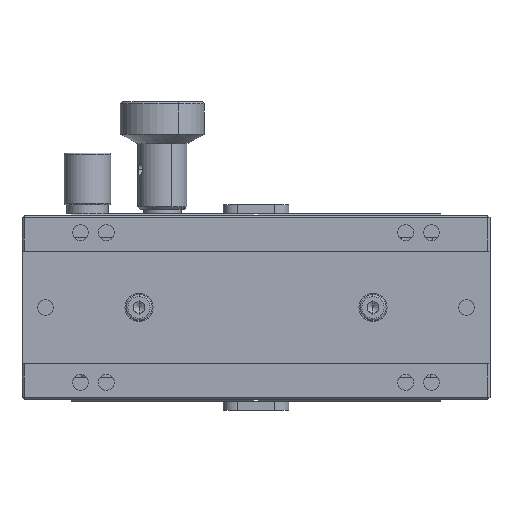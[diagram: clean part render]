
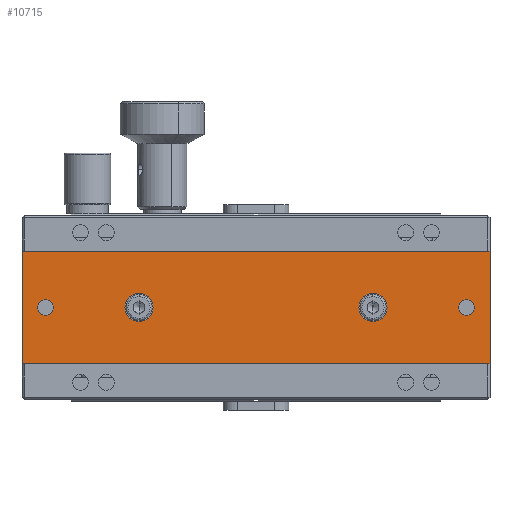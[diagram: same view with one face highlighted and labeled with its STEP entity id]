
A CAD part, front view. The second image highlights one B-rep face of the part: STEP entity #10715.
In plain terms, the highlighted planar face has unit normal (0, -1, 0).
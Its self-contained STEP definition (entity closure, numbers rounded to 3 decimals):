
#46 = ORIENTED_EDGE ( 'NONE', *, *, #16590, .T. ) ;
#108 = ORIENTED_EDGE ( 'NONE', *, *, #6867, .T. ) ;
#203 = PLANE ( 'NONE',  #6320 ) ;
#526 = ORIENTED_EDGE ( 'NONE', *, *, #6784, .T. ) ;
#682 = CARTESIAN_POINT ( 'NONE',  ( 25., 0.5, 3. ) ) ;
#878 = CARTESIAN_POINT ( 'NONE',  ( -50., 0.5, -12. ) ) ;
#1106 = VERTEX_POINT ( 'NONE', #16836 ) ;
#1206 = AXIS2_PLACEMENT_3D ( 'NONE', #3519, #4853, #17854 ) ;
#1218 = AXIS2_PLACEMENT_3D ( 'NONE', #16949, #9934, #11207 ) ;
#1574 = CARTESIAN_POINT ( 'NONE',  ( -50., 0.5, -12. ) ) ;
#1786 = LINE ( 'NONE', #6142, #11339 ) ;
#1938 = EDGE_LOOP ( 'NONE', ( #46, #11603 ) ) ;
#2130 = DIRECTION ( 'NONE',  ( 0., 1., 0. ) ) ;
#2164 = ORIENTED_EDGE ( 'NONE', *, *, #5633, .T. ) ;
#2304 = CARTESIAN_POINT ( 'NONE',  ( 45., 0.5, -1.65 ) ) ;
#2824 = EDGE_CURVE ( 'NONE', #12579, #13949, #3262, .T. ) ;
#2914 = CARTESIAN_POINT ( 'NONE',  ( -45., 0.5, 0. ) ) ;
#3012 = DIRECTION ( 'NONE',  ( 0., 1., 0. ) ) ;
#3112 = EDGE_LOOP ( 'NONE', ( #14671, #17182 ) ) ;
#3262 = CIRCLE ( 'NONE', #8736, 1.65 ) ;
#3519 = CARTESIAN_POINT ( 'NONE',  ( 25., 0.5, 0. ) ) ;
#3526 = AXIS2_PLACEMENT_3D ( 'NONE', #16381, #2130, #17848 ) ;
#3855 = VERTEX_POINT ( 'NONE', #6912 ) ;
#4081 = VERTEX_POINT ( 'NONE', #682 ) ;
#4102 = CIRCLE ( 'NONE', #15845, 3. ) ;
#4107 = DIRECTION ( 'NONE',  ( -1., 0., 0. ) ) ;
#4139 = CIRCLE ( 'NONE', #5280, 3. ) ;
#4230 = DIRECTION ( 'NONE',  ( 0., 0., -1. ) ) ;
#4491 = EDGE_LOOP ( 'NONE', ( #526, #10317 ) ) ;
#4795 = DIRECTION ( 'NONE',  ( 0., -1., 0. ) ) ;
#4853 = DIRECTION ( 'NONE',  ( 0., 1., 0. ) ) ;
#5082 = EDGE_CURVE ( 'NONE', #6039, #3855, #11637, .T. ) ;
#5280 = AXIS2_PLACEMENT_3D ( 'NONE', #8703, #18753, #4230 ) ;
#5536 = DIRECTION ( 'NONE',  ( 0., 1., 0. ) ) ;
#5560 = CARTESIAN_POINT ( 'NONE',  ( -50., 0.5, 12. ) ) ;
#5633 = EDGE_CURVE ( 'NONE', #11077, #6819, #17263, .T. ) ;
#5801 = FACE_BOUND ( 'NONE', #4491, .T. ) ;
#5848 = CARTESIAN_POINT ( 'NONE',  ( -50., 0.5, 12. ) ) ;
#6024 = AXIS2_PLACEMENT_3D ( 'NONE', #13365, #10060, #18656 ) ;
#6039 = VERTEX_POINT ( 'NONE', #18349 ) ;
#6118 = DIRECTION ( 'NONE',  ( 0., 1., 0. ) ) ;
#6142 = CARTESIAN_POINT ( 'NONE',  ( 50., 0.5, 12. ) ) ;
#6320 = AXIS2_PLACEMENT_3D ( 'NONE', #8828, #4795, #14952 ) ;
#6366 = VECTOR ( 'NONE', #15457, 1000. ) ;
#6694 = CARTESIAN_POINT ( 'NONE',  ( -45., 0.5, -1.65 ) ) ;
#6784 = EDGE_CURVE ( 'NONE', #8690, #13015, #10196, .T. ) ;
#6819 = VERTEX_POINT ( 'NONE', #11940 ) ;
#6867 = EDGE_CURVE ( 'NONE', #1106, #6039, #1786, .T. ) ;
#6912 = CARTESIAN_POINT ( 'NONE',  ( -50., 0.5, 12. ) ) ;
#6973 = CARTESIAN_POINT ( 'NONE',  ( 45., 0.5, 1.65 ) ) ;
#7006 = DIRECTION ( 'NONE',  ( 0., 0., -1. ) ) ;
#7308 = VECTOR ( 'NONE', #4107, 1000. ) ;
#7369 = DIRECTION ( 'NONE',  ( 0., 0., -1. ) ) ;
#7413 = EDGE_LOOP ( 'NONE', ( #16695, #2164 ) ) ;
#7974 = CIRCLE ( 'NONE', #3526, 1.65 ) ;
#8085 = EDGE_LOOP ( 'NONE', ( #16077, #17305, #108, #16832 ) ) ;
#8249 = CARTESIAN_POINT ( 'NONE',  ( -45., 0.5, 1.65 ) ) ;
#8623 = CARTESIAN_POINT ( 'NONE',  ( -25., 0.5, 3. ) ) ;
#8690 = VERTEX_POINT ( 'NONE', #6973 ) ;
#8703 = CARTESIAN_POINT ( 'NONE',  ( 25., 0.5, 0. ) ) ;
#8736 = AXIS2_PLACEMENT_3D ( 'NONE', #2914, #5536, #7006 ) ;
#8752 = VERTEX_POINT ( 'NONE', #1574 ) ;
#8828 = CARTESIAN_POINT ( 'NONE',  ( 0., 0.5, 0. ) ) ;
#9146 = LINE ( 'NONE', #5848, #14821 ) ;
#9342 = DIRECTION ( 'NONE',  ( 0., 0., 1. ) ) ;
#9934 = DIRECTION ( 'NONE',  ( 0., 1., 0. ) ) ;
#10006 = CIRCLE ( 'NONE', #6024, 1.65 ) ;
#10060 = DIRECTION ( 'NONE',  ( 0., 1., 0. ) ) ;
#10196 = CIRCLE ( 'NONE', #12333, 1.65 ) ;
#10317 = ORIENTED_EDGE ( 'NONE', *, *, #18383, .T. ) ;
#10715 = ADVANCED_FACE ( 'NONE', ( #12870, #17353, #13553, #5801, #11047 ), #203, .T. ) ;
#11047 = FACE_BOUND ( 'NONE', #3112, .T. ) ;
#11077 = VERTEX_POINT ( 'NONE', #8623 ) ;
#11207 = DIRECTION ( 'NONE',  ( 0., 0., -1. ) ) ;
#11339 = VECTOR ( 'NONE', #9342, 1000. ) ;
#11603 = ORIENTED_EDGE ( 'NONE', *, *, #15071, .T. ) ;
#11637 = LINE ( 'NONE', #5560, #7308 ) ;
#11784 = CARTESIAN_POINT ( 'NONE',  ( -25., 0.5, 0. ) ) ;
#11829 = CIRCLE ( 'NONE', #1206, 3. ) ;
#11940 = CARTESIAN_POINT ( 'NONE',  ( -25., 0.5, -3. ) ) ;
#12333 = AXIS2_PLACEMENT_3D ( 'NONE', #17736, #3012, #16094 ) ;
#12579 = VERTEX_POINT ( 'NONE', #8249 ) ;
#12584 = EDGE_CURVE ( 'NONE', #8752, #1106, #12988, .T. ) ;
#12781 = EDGE_CURVE ( 'NONE', #6819, #11077, #4102, .T. ) ;
#12870 = FACE_OUTER_BOUND ( 'NONE', #8085, .T. ) ;
#12988 = LINE ( 'NONE', #878, #6366 ) ;
#13015 = VERTEX_POINT ( 'NONE', #2304 ) ;
#13168 = EDGE_CURVE ( 'NONE', #13949, #12579, #10006, .T. ) ;
#13365 = CARTESIAN_POINT ( 'NONE',  ( -45., 0.5, 0. ) ) ;
#13553 = FACE_BOUND ( 'NONE', #7413, .T. ) ;
#13949 = VERTEX_POINT ( 'NONE', #6694 ) ;
#14573 = DIRECTION ( 'NONE',  ( 0., 0., -1. ) ) ;
#14671 = ORIENTED_EDGE ( 'NONE', *, *, #2824, .T. ) ;
#14821 = VECTOR ( 'NONE', #7369, 1000. ) ;
#14952 = DIRECTION ( 'NONE',  ( 0., 0., -1. ) ) ;
#15071 = EDGE_CURVE ( 'NONE', #4081, #18141, #11829, .T. ) ;
#15457 = DIRECTION ( 'NONE',  ( 1., 0., 0. ) ) ;
#15845 = AXIS2_PLACEMENT_3D ( 'NONE', #11784, #6118, #14573 ) ;
#16077 = ORIENTED_EDGE ( 'NONE', *, *, #17200, .T. ) ;
#16094 = DIRECTION ( 'NONE',  ( 0., 0., -1. ) ) ;
#16381 = CARTESIAN_POINT ( 'NONE',  ( 45., 0.5, 0. ) ) ;
#16590 = EDGE_CURVE ( 'NONE', #18141, #4081, #4139, .T. ) ;
#16695 = ORIENTED_EDGE ( 'NONE', *, *, #12781, .T. ) ;
#16832 = ORIENTED_EDGE ( 'NONE', *, *, #5082, .T. ) ;
#16836 = CARTESIAN_POINT ( 'NONE',  ( 50., 0.5, -12. ) ) ;
#16949 = CARTESIAN_POINT ( 'NONE',  ( -25., 0.5, 0. ) ) ;
#17148 = CARTESIAN_POINT ( 'NONE',  ( 25., 0.5, -3. ) ) ;
#17182 = ORIENTED_EDGE ( 'NONE', *, *, #13168, .T. ) ;
#17200 = EDGE_CURVE ( 'NONE', #3855, #8752, #9146, .T. ) ;
#17263 = CIRCLE ( 'NONE', #1218, 3. ) ;
#17305 = ORIENTED_EDGE ( 'NONE', *, *, #12584, .T. ) ;
#17353 = FACE_BOUND ( 'NONE', #1938, .T. ) ;
#17736 = CARTESIAN_POINT ( 'NONE',  ( 45., 0.5, 0. ) ) ;
#17848 = DIRECTION ( 'NONE',  ( 0., 0., -1. ) ) ;
#17854 = DIRECTION ( 'NONE',  ( 0., 0., -1. ) ) ;
#18141 = VERTEX_POINT ( 'NONE', #17148 ) ;
#18349 = CARTESIAN_POINT ( 'NONE',  ( 50., 0.5, 12. ) ) ;
#18383 = EDGE_CURVE ( 'NONE', #13015, #8690, #7974, .T. ) ;
#18656 = DIRECTION ( 'NONE',  ( 0., 0., -1. ) ) ;
#18753 = DIRECTION ( 'NONE',  ( 0., 1., 0. ) ) ;
